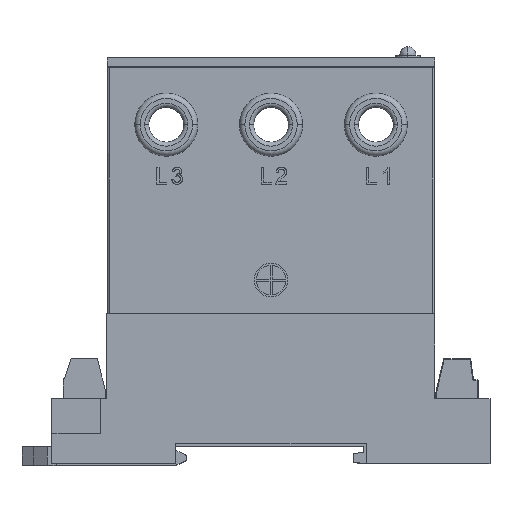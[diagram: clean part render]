
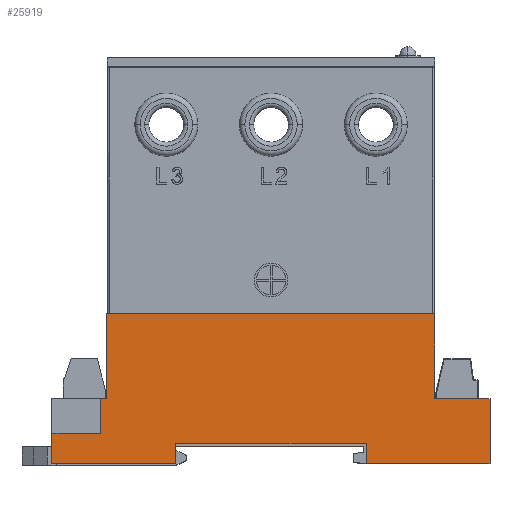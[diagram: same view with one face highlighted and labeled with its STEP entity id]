
A CAD part, top view. The second image highlights one B-rep face of the part: STEP entity #25919.
In plain terms, the highlighted face is planar.
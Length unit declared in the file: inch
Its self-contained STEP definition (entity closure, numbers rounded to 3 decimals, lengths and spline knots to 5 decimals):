
#222 = CARTESIAN_POINT ( 'NONE',  ( -1.2225, 1.115, -0.7105 ) ) ;
#592 = CARTESIAN_POINT ( 'NONE',  ( 1.2675, 0.222, -0.7105 ) ) ;
#783 = ORIENTED_EDGE ( 'NONE', *, *, #18768, .T. ) ;
#1081 = VECTOR ( 'NONE', #4229, 39.37008 ) ;
#1180 = DIRECTION ( 'NONE',  ( 0., 1., 0. ) ) ;
#1225 = ORIENTED_EDGE ( 'NONE', *, *, #2128, .F. ) ;
#1558 = EDGE_CURVE ( 'NONE', #18591, #22219, #5479, .T. ) ;
#1657 = EDGE_CURVE ( 'NONE', #13085, #26274, #13907, .T. ) ;
#2128 = EDGE_CURVE ( 'NONE', #2867, #18591, #5452, .T. ) ;
#2129 = CARTESIAN_POINT ( 'NONE',  ( -1.6325, 1.115, -0.7105 ) ) ;
#2272 = DIRECTION ( 'NONE',  ( 0., 1., 0. ) ) ;
#2614 = LINE ( 'NONE', #19100, #7424 ) ;
#2867 = VERTEX_POINT ( 'NONE', #22928 ) ;
#3637 = DIRECTION ( 'NONE',  ( -1., 0., 0. ) ) ;
#4022 = VECTOR ( 'NONE', #9229, 39.37008 ) ;
#4083 = LINE ( 'NONE', #16758, #9563 ) ;
#4204 = CARTESIAN_POINT ( 'NONE',  ( 1.2225, 1.115, -0.7105 ) ) ;
#4229 = DIRECTION ( 'NONE',  ( 0., -1., 0. ) ) ;
#4351 = FACE_OUTER_BOUND ( 'NONE', #20232, .T. ) ;
#4424 = VECTOR ( 'NONE', #14393, 39.37008 ) ;
#4583 = EDGE_CURVE ( 'NONE', #10908, #14529, #14769, .T. ) ;
#4664 = LINE ( 'NONE', #19550, #4022 ) ;
#4769 = EDGE_CURVE ( 'NONE', #12591, #13085, #4083, .T. ) ;
#4951 = EDGE_CURVE ( 'NONE', #2867, #14241, #18085, .T. ) ;
#4979 = ORIENTED_EDGE ( 'NONE', *, *, #23241, .T. ) ;
#4982 = DIRECTION ( 'NONE',  ( 0., -1., 0. ) ) ;
#5128 = CARTESIAN_POINT ( 'NONE',  ( 1.6325, 0.222, -0.7105 ) ) ;
#5324 = ORIENTED_EDGE ( 'NONE', *, *, #1657, .T. ) ;
#5433 = CARTESIAN_POINT ( 'NONE',  ( -1.6325, 0.482, -0.7105 ) ) ;
#5434 = ORIENTED_EDGE ( 'NONE', *, *, #5873, .T. ) ;
#5452 = LINE ( 'NONE', #5128, #26802 ) ;
#5479 = LINE ( 'NONE', #25848, #26826 ) ;
#5559 = CARTESIAN_POINT ( 'NONE',  ( 1.6325, 0., -0.7105 ) ) ;
#5873 = EDGE_CURVE ( 'NONE', #25268, #15631, #24175, .T. ) ;
#6556 = LINE ( 'NONE', #2129, #1081 ) ;
#7209 = ORIENTED_EDGE ( 'NONE', *, *, #4583, .F. ) ;
#7274 = DIRECTION ( 'NONE',  ( -1., 0., 0. ) ) ;
#7424 = VECTOR ( 'NONE', #14929, 39.37008 ) ;
#7512 = EDGE_CURVE ( 'NONE', #10908, #10037, #14709, .T. ) ;
#7644 = VECTOR ( 'NONE', #9988, 39.37008 ) ;
#7649 = DIRECTION ( 'NONE',  ( 1., 0., 0. ) ) ;
#7758 = EDGE_CURVE ( 'NONE', #26274, #21855, #4664, .T. ) ;
#7976 = ORIENTED_EDGE ( 'NONE', *, *, #7512, .T. ) ;
#8127 = CARTESIAN_POINT ( 'NONE',  ( 1.2225, 0.482, -0.7105 ) ) ;
#8141 = LINE ( 'NONE', #20395, #19185 ) ;
#8375 = VECTOR ( 'NONE', #13931, 39.37008 ) ;
#9229 = DIRECTION ( 'NONE',  ( 0., -1., 0. ) ) ;
#9563 = VECTOR ( 'NONE', #2272, 39.37008 ) ;
#9590 = EDGE_CURVE ( 'NONE', #14241, #12591, #8141, .T. ) ;
#9988 = DIRECTION ( 'NONE',  ( 1., 0., 0. ) ) ;
#10037 = VERTEX_POINT ( 'NONE', #25944 ) ;
#10908 = VERTEX_POINT ( 'NONE', #24391 ) ;
#11687 = AXIS2_PLACEMENT_3D ( 'NONE', #13832, #20059, #7649 ) ;
#12591 = VERTEX_POINT ( 'NONE', #14409 ) ;
#13085 = VERTEX_POINT ( 'NONE', #14022 ) ;
#13832 = CARTESIAN_POINT ( 'NONE',  ( -1.6325, 1.115, -0.7105 ) ) ;
#13907 = LINE ( 'NONE', #20073, #8375 ) ;
#13931 = DIRECTION ( 'NONE',  ( -1., 0., 0. ) ) ;
#14022 = CARTESIAN_POINT ( 'NONE',  ( 0.71, 0.15, -0.7105 ) ) ;
#14054 = VECTOR ( 'NONE', #20770, 39.37008 ) ;
#14241 = VERTEX_POINT ( 'NONE', #5559 ) ;
#14393 = DIRECTION ( 'NONE',  ( 1., 0., 0. ) ) ;
#14409 = CARTESIAN_POINT ( 'NONE',  ( 0.71, 0., -0.7105 ) ) ;
#14529 = VERTEX_POINT ( 'NONE', #222 ) ;
#14709 = LINE ( 'NONE', #4204, #14054 ) ;
#14769 = LINE ( 'NONE', #18120, #23832 ) ;
#14929 = DIRECTION ( 'NONE',  ( -1., 0., 0. ) ) ;
#15284 = CARTESIAN_POINT ( 'NONE',  ( 1.6325, 1.115, -0.7105 ) ) ;
#15631 = VERTEX_POINT ( 'NONE', #23236 ) ;
#16186 = ORIENTED_EDGE ( 'NONE', *, *, #7758, .T. ) ;
#16338 = ORIENTED_EDGE ( 'NONE', *, *, #1558, .F. ) ;
#16625 = ORIENTED_EDGE ( 'NONE', *, *, #25452, .T. ) ;
#16758 = CARTESIAN_POINT ( 'NONE',  ( 0.71, 0.15, -0.7105 ) ) ;
#17083 = CARTESIAN_POINT ( 'NONE',  ( -0.71, 0.15, -0.7105 ) ) ;
#17712 = ORIENTED_EDGE ( 'NONE', *, *, #9590, .T. ) ;
#17895 = PLANE ( 'NONE',  #11687 ) ;
#18085 = LINE ( 'NONE', #15284, #22941 ) ;
#18120 = CARTESIAN_POINT ( 'NONE',  ( -1.6325, 1.115, -0.7105 ) ) ;
#18591 = VERTEX_POINT ( 'NONE', #592 ) ;
#18768 = EDGE_CURVE ( 'NONE', #15631, #14529, #20934, .T. ) ;
#18846 = ORIENTED_EDGE ( 'NONE', *, *, #4951, .T. ) ;
#19100 = CARTESIAN_POINT ( 'NONE',  ( -1.6325, 0., -0.7105 ) ) ;
#19185 = VECTOR ( 'NONE', #22376, 39.37008 ) ;
#19550 = CARTESIAN_POINT ( 'NONE',  ( -0.71, 0.15, -0.7105 ) ) ;
#20059 = DIRECTION ( 'NONE',  ( 0., 0., 1. ) ) ;
#20073 = CARTESIAN_POINT ( 'NONE',  ( -0.71, 0.15, -0.7105 ) ) ;
#20151 = CARTESIAN_POINT ( 'NONE',  ( -0.71, 0., -0.7105 ) ) ;
#20232 = EDGE_LOOP ( 'NONE', ( #17712, #20638, #5324, #16186, #4979, #21399, #5434, #783, #7209, #7976, #16625, #16338, #1225, #18846 ) ) ;
#20287 = CARTESIAN_POINT ( 'NONE',  ( -1.6325, 0., -0.7105 ) ) ;
#20313 = EDGE_CURVE ( 'NONE', #25268, #20834, #6556, .T. ) ;
#20395 = CARTESIAN_POINT ( 'NONE',  ( -1.6325, 0., -0.7105 ) ) ;
#20638 = ORIENTED_EDGE ( 'NONE', *, *, #4769, .T. ) ;
#20770 = DIRECTION ( 'NONE',  ( 0., -1., 0. ) ) ;
#20834 = VERTEX_POINT ( 'NONE', #20287 ) ;
#20934 = LINE ( 'NONE', #21931, #25742 ) ;
#20947 = LINE ( 'NONE', #8127, #4424 ) ;
#21399 = ORIENTED_EDGE ( 'NONE', *, *, #20313, .F. ) ;
#21855 = VERTEX_POINT ( 'NONE', #20151 ) ;
#21931 = CARTESIAN_POINT ( 'NONE',  ( -1.2225, 1.115, -0.7105 ) ) ;
#22219 = VERTEX_POINT ( 'NONE', #23313 ) ;
#22376 = DIRECTION ( 'NONE',  ( -1., 0., 0. ) ) ;
#22928 = CARTESIAN_POINT ( 'NONE',  ( 1.6325, 0.222, -0.7105 ) ) ;
#22941 = VECTOR ( 'NONE', #4982, 39.37008 ) ;
#23236 = CARTESIAN_POINT ( 'NONE',  ( -1.2225, 0.482, -0.7105 ) ) ;
#23241 = EDGE_CURVE ( 'NONE', #21855, #20834, #2614, .T. ) ;
#23313 = CARTESIAN_POINT ( 'NONE',  ( 1.2675, 0.482, -0.7105 ) ) ;
#23832 = VECTOR ( 'NONE', #3637, 39.37008 ) ;
#24006 = DIRECTION ( 'NONE',  ( 0., 1., 0. ) ) ;
#24175 = LINE ( 'NONE', #24462, #7644 ) ;
#24391 = CARTESIAN_POINT ( 'NONE',  ( 1.2225, 1.115, -0.7105 ) ) ;
#24462 = CARTESIAN_POINT ( 'NONE',  ( -1.6325, 0.482, -0.7105 ) ) ;
#25268 = VERTEX_POINT ( 'NONE', #5433 ) ;
#25452 = EDGE_CURVE ( 'NONE', #10037, #22219, #20947, .T. ) ;
#25742 = VECTOR ( 'NONE', #24006, 39.37008 ) ;
#25848 = CARTESIAN_POINT ( 'NONE',  ( 1.2675, 0.222, -0.7105 ) ) ;
#25919 = ADVANCED_FACE ( 'NONE', ( #4351 ), #17895, .F. ) ;
#25944 = CARTESIAN_POINT ( 'NONE',  ( 1.2225, 0.482, -0.7105 ) ) ;
#26274 = VERTEX_POINT ( 'NONE', #17083 ) ;
#26802 = VECTOR ( 'NONE', #7274, 39.37008 ) ;
#26826 = VECTOR ( 'NONE', #1180, 39.37008 ) ;
